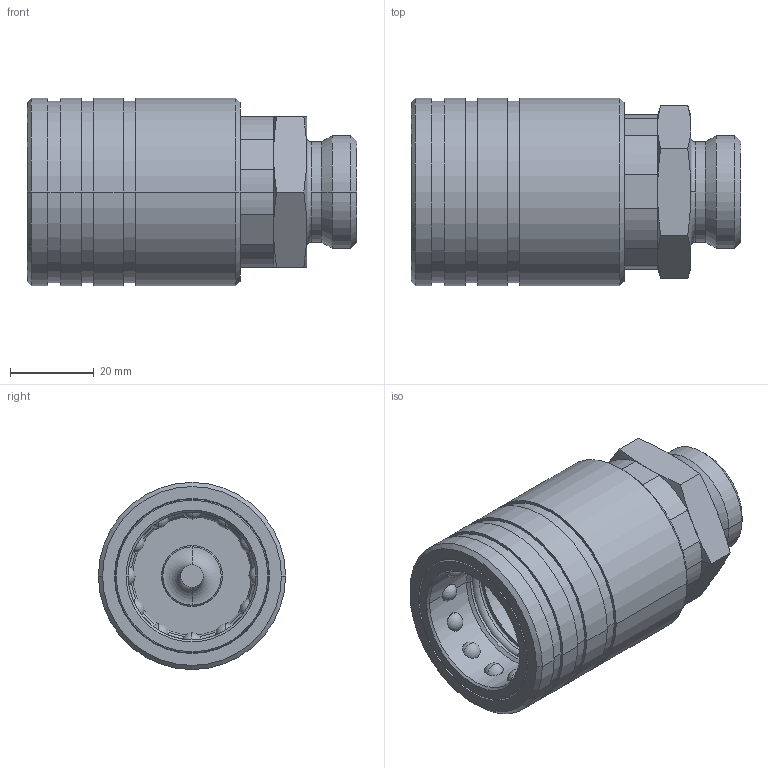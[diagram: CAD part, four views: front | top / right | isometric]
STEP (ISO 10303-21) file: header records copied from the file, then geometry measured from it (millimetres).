
FILE_DESCRIPTION( ( '' ), '1' );
FILE_NAME( '461027224.stp', '2012-08-14T13:06:59', ( '' ), ( '' ), ' ', ' ', ' ' );
FILE_SCHEMA( ( 'CONFIG_CONTROL_DESIGN' ) );
Length unit declared in the file: millimetre
Products named in the file (3): 1; 2; 3
Bounding box: 79 x 44.8 x 44.8 mm (x, y, z)
Volume: 78192.5 mm3; surface area: 35294 mm2
Topology: 3 solids, 3 shells, 164 faces, 388 edges, 236 vertices
Faces by surface type: cylinder 52, plane 40, cone 36, sphere 22, torus 14
Entity records: 5316 total; most frequent: CARTESIAN_POINT 1463, DIRECTION 842, ORIENTED_EDGE 736, EDGE_CURVE 368, AXIS2_PLACEMENT_3D 367, VERTEX_POINT 236, CIRCLE 200, EDGE_LOOP 194
